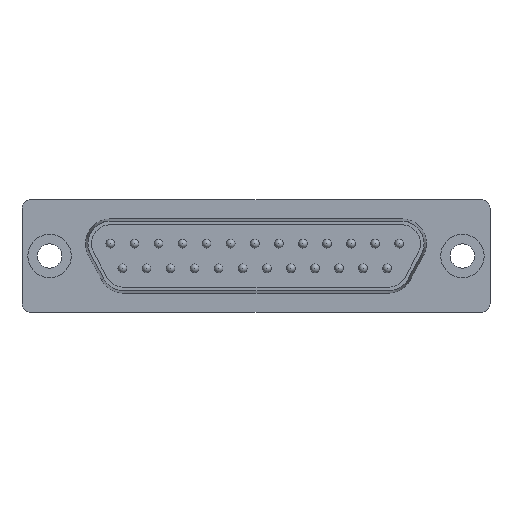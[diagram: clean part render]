
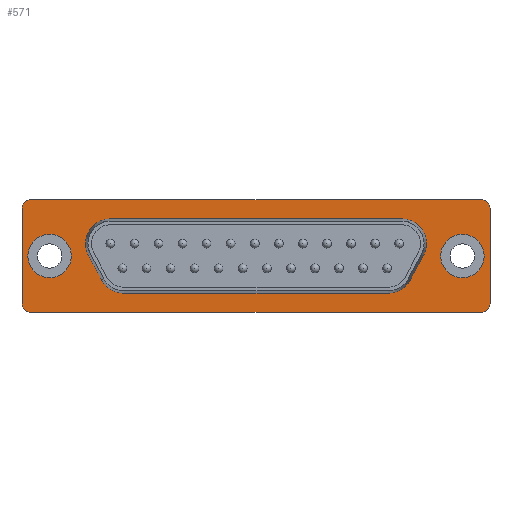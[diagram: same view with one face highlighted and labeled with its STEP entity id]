
A CAD part, front view. The second image highlights one B-rep face of the part: STEP entity #571.
In plain terms, the highlighted planar face has unit normal (0, -1, 0).
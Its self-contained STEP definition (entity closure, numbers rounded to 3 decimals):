
#571=ADVANCED_FACE('',(#2039,#2041,#2043,#2045),#2047,.F.);
#2039=FACE_BOUND('',#2040,.T.);
#2040=EDGE_LOOP('',(#2960,#2961,#2962,#2963,#2964,#2965,#2966,#2967));
#2041=FACE_BOUND('',#2042,.T.);
#2042=EDGE_LOOP('',(#2968));
#2043=FACE_BOUND('',#2044,.T.);
#2044=EDGE_LOOP('',(#2969));
#2045=FACE_BOUND('',#2046,.T.);
#2046=EDGE_LOOP('',(#2970,#2971,#2972,#2973,#2974,#2975,#2976,#2977));
#2047=PLANE('',#2048);
#2048=AXIS2_PLACEMENT_3D('',#2049,#2050,#2051);
#2049=CARTESIAN_POINT('',(-10.16,5.9,5.08));
#2050=DIRECTION('',(0.,1.,0.));
#2051=DIRECTION('',(0.,-0.,1.));
#2960=ORIENTED_EDGE('',*,*,#3464,.F.);
#2961=ORIENTED_EDGE('',*,*,#3465,.T.);
#2962=ORIENTED_EDGE('',*,*,#3466,.T.);
#2963=ORIENTED_EDGE('',*,*,#3467,.T.);
#2964=ORIENTED_EDGE('',*,*,#3468,.T.);
#2965=ORIENTED_EDGE('',*,*,#3469,.T.);
#2966=ORIENTED_EDGE('',*,*,#3470,.F.);
#2967=ORIENTED_EDGE('',*,*,#3471,.T.);
#2968=ORIENTED_EDGE('',*,*,#3426,.F.);
#2969=ORIENTED_EDGE('',*,*,#3430,.T.);
#2970=ORIENTED_EDGE('',*,*,#3472,.F.);
#2971=ORIENTED_EDGE('',*,*,#3473,.F.);
#2972=ORIENTED_EDGE('',*,*,#3474,.F.);
#2973=ORIENTED_EDGE('',*,*,#3475,.F.);
#2974=ORIENTED_EDGE('',*,*,#3476,.F.);
#2975=ORIENTED_EDGE('',*,*,#3477,.F.);
#2976=ORIENTED_EDGE('',*,*,#3478,.F.);
#2977=ORIENTED_EDGE('',*,*,#3479,.F.);
#3426=EDGE_CURVE('',#3856,#3856,#3857,.T.);
#3430=EDGE_CURVE('',#3864,#3864,#3865,.T.);
#3464=EDGE_CURVE('',#3932,#3933,#3934,.T.);
#3465=EDGE_CURVE('',#3932,#3935,#3936,.T.);
#3466=EDGE_CURVE('',#3935,#3937,#3938,.T.);
#3467=EDGE_CURVE('',#3937,#3939,#3940,.T.);
#3468=EDGE_CURVE('',#3939,#3941,#3942,.T.);
#3469=EDGE_CURVE('',#3941,#3943,#3944,.T.);
#3470=EDGE_CURVE('',#3945,#3943,#3946,.T.);
#3471=EDGE_CURVE('',#3945,#3933,#3947,.T.);
#3472=EDGE_CURVE('',#3948,#3949,#3950,.T.);
#3473=EDGE_CURVE('',#3951,#3948,#3952,.T.);
#3474=EDGE_CURVE('',#3953,#3951,#3954,.T.);
#3475=EDGE_CURVE('',#3955,#3953,#3956,.T.);
#3476=EDGE_CURVE('',#3957,#3955,#3958,.T.);
#3477=EDGE_CURVE('',#3959,#3957,#3960,.T.);
#3478=EDGE_CURVE('',#3961,#3959,#3962,.T.);
#3479=EDGE_CURVE('',#3949,#3961,#3963,.T.);
#3856=VERTEX_POINT('',#4528);
#3857=CIRCLE('',#4529,2.5);
#3864=VERTEX_POINT('',#4548);
#3865=CIRCLE('',#4549,2.5);
#3932=VERTEX_POINT('',#4702);
#3933=VERTEX_POINT('',#4703);
#3934=LINE('',#4704,#4705);
#3935=VERTEX_POINT('',#4707);
#3936=CIRCLE('',#4708,1.);
#3937=VERTEX_POINT('',#4712);
#3938=LINE('',#4713,#4714);
#3939=VERTEX_POINT('',#4716);
#3940=CIRCLE('',#4717,1.);
#3941=VERTEX_POINT('',#4721);
#3942=LINE('',#4722,#4723);
#3943=VERTEX_POINT('',#4725);
#3944=CIRCLE('',#4726,1.);
#3945=VERTEX_POINT('',#4730);
#3946=LINE('',#4731,#4732);
#3947=CIRCLE('',#4734,1.);
#3948=VERTEX_POINT('',#4738);
#3949=VERTEX_POINT('',#4739);
#3950=CIRCLE('',#4740,2.849);
#3951=VERTEX_POINT('',#4744);
#3952=LINE('',#4745,#4746);
#3953=VERTEX_POINT('',#4748);
#3954=CIRCLE('',#4749,2.849);
#3955=VERTEX_POINT('',#4753);
#3956=LINE('',#4754,#4755);
#3957=VERTEX_POINT('',#4757);
#3958=CIRCLE('',#4758,2.849);
#3959=VERTEX_POINT('',#4762);
#3960=LINE('',#4763,#4764);
#3961=VERTEX_POINT('',#4766);
#3962=CIRCLE('',#4767,2.849);
#3963=LINE('',#4771,#4772);
#4528=CARTESIAN_POINT('',(40.515,5.9,1.08));
#4529=AXIS2_PLACEMENT_3D('',#4530,#4531,#4532);
#4530=CARTESIAN_POINT('',(40.515,5.9,-1.42));
#4531=DIRECTION('',(-0.,-1.,-0.));
#4532=DIRECTION('',(0.,0.,-1.));
#4548=CARTESIAN_POINT('',(-6.985,5.9,1.08));
#4549=AXIS2_PLACEMENT_3D('',#4550,#4551,#4552);
#4550=CARTESIAN_POINT('',(-6.985,5.9,-1.42));
#4551=DIRECTION('',(0.,1.,0.));
#4552=DIRECTION('',(0.,0.,1.));
#4702=CARTESIAN_POINT('',(-9.16,5.9,5.08));
#4703=CARTESIAN_POINT('',(42.69,5.9,5.08));
#4704=CARTESIAN_POINT('',(-9.16,5.9,5.08));
#4705=VECTOR('',#4706,1.);
#4706=DIRECTION('',(1.,0.,0.));
#4707=CARTESIAN_POINT('',(-10.16,5.9,4.08));
#4708=AXIS2_PLACEMENT_3D('',#4709,#4710,#4711);
#4709=CARTESIAN_POINT('',(-9.16,5.9,4.08));
#4710=DIRECTION('',(0.,-1.,0.));
#4711=DIRECTION('',(0.,0.,1.));
#4712=CARTESIAN_POINT('',(-10.16,5.9,-6.92));
#4713=CARTESIAN_POINT('',(-10.16,5.9,4.08));
#4714=VECTOR('',#4715,1.);
#4715=DIRECTION('',(0.,0.,-1.));
#4716=CARTESIAN_POINT('',(-9.16,5.9,-7.92));
#4717=AXIS2_PLACEMENT_3D('',#4718,#4719,#4720);
#4718=CARTESIAN_POINT('',(-9.16,5.9,-6.92));
#4719=DIRECTION('',(0.,-1.,-0.));
#4720=DIRECTION('',(-1.,0.,0.));
#4721=CARTESIAN_POINT('',(42.69,5.9,-7.92));
#4722=CARTESIAN_POINT('',(-9.16,5.9,-7.92));
#4723=VECTOR('',#4724,1.);
#4724=DIRECTION('',(1.,0.,0.));
#4725=CARTESIAN_POINT('',(43.69,5.9,-6.92));
#4726=AXIS2_PLACEMENT_3D('',#4727,#4728,#4729);
#4727=CARTESIAN_POINT('',(42.69,5.9,-6.92));
#4728=DIRECTION('',(0.,-1.,-0.));
#4729=DIRECTION('',(0.,0.,-1.));
#4730=CARTESIAN_POINT('',(43.69,5.9,4.08));
#4731=CARTESIAN_POINT('',(43.69,5.9,4.08));
#4732=VECTOR('',#4733,1.);
#4733=DIRECTION('',(0.,0.,-1.));
#4734=AXIS2_PLACEMENT_3D('',#4735,#4736,#4737);
#4735=CARTESIAN_POINT('',(42.69,5.9,4.08));
#4736=DIRECTION('',(0.,-1.,-0.));
#4737=DIRECTION('',(1.,0.,0.));
#4738=CARTESIAN_POINT('',(32.,5.9,-5.689));
#4739=CARTESIAN_POINT('',(34.508,5.9,-4.191));
#4740=AXIS2_PLACEMENT_3D('',#4741,#4742,#4743);
#4741=CARTESIAN_POINT('',(32.,5.9,-2.84));
#4742=DIRECTION('',(0.,-1.,0.));
#4743=DIRECTION('',(0.,0.,-1.));
#4744=CARTESIAN_POINT('',(1.53,5.9,-5.689));
#4745=CARTESIAN_POINT('',(1.53,5.9,-5.689));
#4746=VECTOR('',#4747,1.);
#4747=DIRECTION('',(1.,0.,0.));
#4748=CARTESIAN_POINT('',(-0.978,5.9,-4.191));
#4749=AXIS2_PLACEMENT_3D('',#4750,#4751,#4752);
#4750=CARTESIAN_POINT('',(1.53,5.9,-2.84));
#4751=DIRECTION('',(0.,-1.,-0.));
#4752=DIRECTION('',(-0.88,0.,-0.474));
#4753=CARTESIAN_POINT('',(-2.508,5.9,-1.351));
#4754=CARTESIAN_POINT('',(-2.508,5.9,-1.351));
#4755=VECTOR('',#4756,1.);
#4756=DIRECTION('',(0.474,0.,-0.88));
#4757=CARTESIAN_POINT('',(0.,5.9,2.849));
#4758=AXIS2_PLACEMENT_3D('',#4759,#4760,#4761);
#4759=CARTESIAN_POINT('',(0.,5.9,0.));
#4760=DIRECTION('',(0.,-1.,0.));
#4761=DIRECTION('',(0.,0.,1.));
#4762=CARTESIAN_POINT('',(33.53,5.9,2.849));
#4763=CARTESIAN_POINT('',(33.53,5.9,2.849));
#4764=VECTOR('',#4765,1.);
#4765=DIRECTION('',(-1.,0.,0.));
#4766=CARTESIAN_POINT('',(36.038,5.9,-1.351));
#4767=AXIS2_PLACEMENT_3D('',#4768,#4769,#4770);
#4768=CARTESIAN_POINT('',(33.53,5.9,0.));
#4769=DIRECTION('',(0.,-1.,0.));
#4770=DIRECTION('',(0.88,0.,-0.474));
#4771=CARTESIAN_POINT('',(34.508,5.9,-4.191));
#4772=VECTOR('',#4773,1.);
#4773=DIRECTION('',(0.474,0.,0.88));
